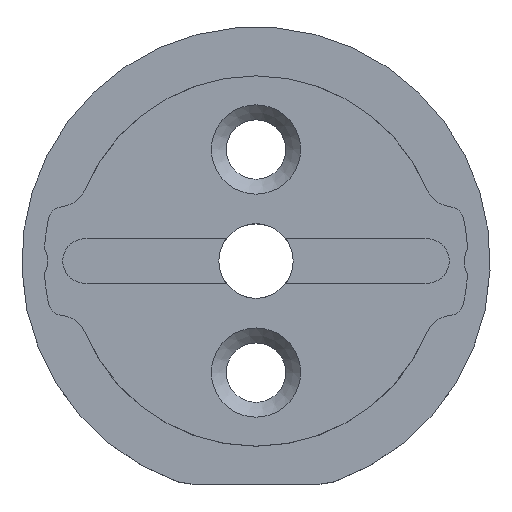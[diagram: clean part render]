
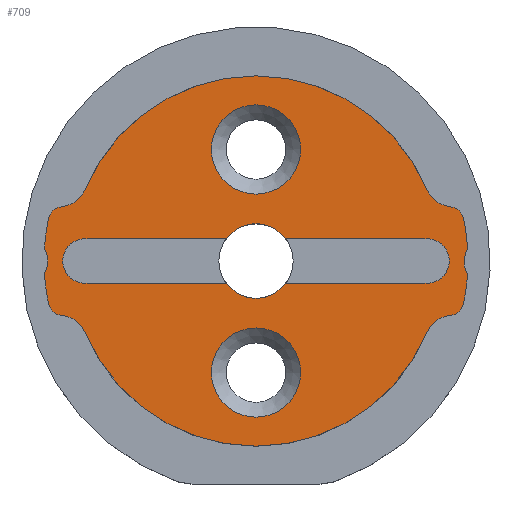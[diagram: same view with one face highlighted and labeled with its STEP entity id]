
A CAD part, top view. The second image highlights one B-rep face of the part: STEP entity #709.
In plain terms, the highlighted planar face has unit normal (0, 0, 1).
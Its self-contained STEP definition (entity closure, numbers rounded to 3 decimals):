
#19=FACE_BOUND('',#114,.T.);
#20=FACE_BOUND('',#115,.T.);
#21=FACE_BOUND('',#116,.T.);
#25=PLANE('',#775);
#68=FACE_OUTER_BOUND('',#113,.T.);
#113=EDGE_LOOP('',(#514,#515,#516,#517,#518,#519,#520,#521,#522,#523,#524,
#525,#526,#527,#528,#529));
#114=EDGE_LOOP('',(#530));
#115=EDGE_LOOP('',(#531));
#116=EDGE_LOOP('',(#532,#533,#534,#535,#536,#537,#538,#539));
#158=LINE('',#1181,#208);
#159=LINE('',#1185,#209);
#160=LINE('',#1189,#210);
#161=LINE('',#1192,#211);
#208=VECTOR('',#938,10.);
#209=VECTOR('',#941,10.);
#210=VECTOR('',#944,10.);
#211=VECTOR('',#947,10.);
#251=CIRCLE('',#758,3.);
#262=CIRCLE('',#776,1.);
#263=CIRCLE('',#777,14.25);
#264=CIRCLE('',#778,1.75);
#265=CIRCLE('',#779,14.25);
#266=CIRCLE('',#780,1.);
#267=CIRCLE('',#781,2.);
#268=CIRCLE('',#782,12.45);
#269=CIRCLE('',#783,2.);
#270=CIRCLE('',#784,1.);
#271=CIRCLE('',#785,14.25);
#272=CIRCLE('',#786,1.75);
#273=CIRCLE('',#787,14.25);
#274=CIRCLE('',#788,1.);
#275=CIRCLE('',#789,2.);
#276=CIRCLE('',#790,12.45);
#277=CIRCLE('',#791,2.);
#278=CIRCLE('',#792,3.);
#279=CIRCLE('',#793,1.5);
#280=CIRCLE('',#794,2.5);
#281=CIRCLE('',#795,1.5);
#282=CIRCLE('',#796,2.5);
#308=VERTEX_POINT('',#1105);
#321=VERTEX_POINT('',#1143);
#322=VERTEX_POINT('',#1144);
#323=VERTEX_POINT('',#1146);
#324=VERTEX_POINT('',#1148);
#325=VERTEX_POINT('',#1150);
#326=VERTEX_POINT('',#1152);
#327=VERTEX_POINT('',#1154);
#328=VERTEX_POINT('',#1156);
#329=VERTEX_POINT('',#1158);
#330=VERTEX_POINT('',#1160);
#331=VERTEX_POINT('',#1162);
#332=VERTEX_POINT('',#1164);
#333=VERTEX_POINT('',#1166);
#334=VERTEX_POINT('',#1168);
#335=VERTEX_POINT('',#1170);
#336=VERTEX_POINT('',#1172);
#337=VERTEX_POINT('',#1175);
#338=VERTEX_POINT('',#1177);
#339=VERTEX_POINT('',#1178);
#340=VERTEX_POINT('',#1180);
#341=VERTEX_POINT('',#1182);
#342=VERTEX_POINT('',#1184);
#343=VERTEX_POINT('',#1186);
#344=VERTEX_POINT('',#1188);
#345=VERTEX_POINT('',#1190);
#378=EDGE_CURVE('',#308,#308,#251,.T.);
#396=EDGE_CURVE('',#321,#322,#262,.T.);
#397=EDGE_CURVE('',#321,#323,#263,.T.);
#398=EDGE_CURVE('',#323,#324,#264,.T.);
#399=EDGE_CURVE('',#324,#325,#265,.T.);
#400=EDGE_CURVE('',#326,#325,#266,.T.);
#401=EDGE_CURVE('',#326,#327,#267,.F.);
#402=EDGE_CURVE('',#327,#328,#268,.T.);
#403=EDGE_CURVE('',#329,#328,#269,.T.);
#404=EDGE_CURVE('',#330,#329,#270,.T.);
#405=EDGE_CURVE('',#330,#331,#271,.T.);
#406=EDGE_CURVE('',#331,#332,#272,.T.);
#407=EDGE_CURVE('',#332,#333,#273,.T.);
#408=EDGE_CURVE('',#334,#333,#274,.T.);
#409=EDGE_CURVE('',#334,#335,#275,.F.);
#410=EDGE_CURVE('',#335,#336,#276,.T.);
#411=EDGE_CURVE('',#322,#336,#277,.T.);
#412=EDGE_CURVE('',#337,#337,#278,.T.);
#413=EDGE_CURVE('',#338,#339,#279,.T.);
#414=EDGE_CURVE('',#339,#340,#158,.T.);
#415=EDGE_CURVE('',#340,#341,#280,.T.);
#416=EDGE_CURVE('',#341,#342,#159,.T.);
#417=EDGE_CURVE('',#342,#343,#281,.T.);
#418=EDGE_CURVE('',#343,#344,#160,.T.);
#419=EDGE_CURVE('',#344,#345,#282,.T.);
#420=EDGE_CURVE('',#345,#338,#161,.T.);
#514=ORIENTED_EDGE('',*,*,#396,.F.);
#515=ORIENTED_EDGE('',*,*,#397,.T.);
#516=ORIENTED_EDGE('',*,*,#398,.T.);
#517=ORIENTED_EDGE('',*,*,#399,.T.);
#518=ORIENTED_EDGE('',*,*,#400,.F.);
#519=ORIENTED_EDGE('',*,*,#401,.T.);
#520=ORIENTED_EDGE('',*,*,#402,.T.);
#521=ORIENTED_EDGE('',*,*,#403,.F.);
#522=ORIENTED_EDGE('',*,*,#404,.F.);
#523=ORIENTED_EDGE('',*,*,#405,.T.);
#524=ORIENTED_EDGE('',*,*,#406,.T.);
#525=ORIENTED_EDGE('',*,*,#407,.T.);
#526=ORIENTED_EDGE('',*,*,#408,.F.);
#527=ORIENTED_EDGE('',*,*,#409,.T.);
#528=ORIENTED_EDGE('',*,*,#410,.T.);
#529=ORIENTED_EDGE('',*,*,#411,.F.);
#530=ORIENTED_EDGE('',*,*,#412,.F.);
#531=ORIENTED_EDGE('',*,*,#378,.T.);
#532=ORIENTED_EDGE('',*,*,#413,.T.);
#533=ORIENTED_EDGE('',*,*,#414,.T.);
#534=ORIENTED_EDGE('',*,*,#415,.T.);
#535=ORIENTED_EDGE('',*,*,#416,.T.);
#536=ORIENTED_EDGE('',*,*,#417,.T.);
#537=ORIENTED_EDGE('',*,*,#418,.T.);
#538=ORIENTED_EDGE('',*,*,#419,.T.);
#539=ORIENTED_EDGE('',*,*,#420,.T.);
#709=ADVANCED_FACE('',(#68,#19,#20,#21),#25,.T.);
#758=AXIS2_PLACEMENT_3D('',#1106,#859,#860);
#775=AXIS2_PLACEMENT_3D('',#1142,#900,#901);
#776=AXIS2_PLACEMENT_3D('',#1145,#902,#903);
#777=AXIS2_PLACEMENT_3D('',#1147,#904,#905);
#778=AXIS2_PLACEMENT_3D('',#1149,#906,#907);
#779=AXIS2_PLACEMENT_3D('',#1151,#908,#909);
#780=AXIS2_PLACEMENT_3D('',#1153,#910,#911);
#781=AXIS2_PLACEMENT_3D('',#1155,#912,#913);
#782=AXIS2_PLACEMENT_3D('',#1157,#914,#915);
#783=AXIS2_PLACEMENT_3D('',#1159,#916,#917);
#784=AXIS2_PLACEMENT_3D('',#1161,#918,#919);
#785=AXIS2_PLACEMENT_3D('',#1163,#920,#921);
#786=AXIS2_PLACEMENT_3D('',#1165,#922,#923);
#787=AXIS2_PLACEMENT_3D('',#1167,#924,#925);
#788=AXIS2_PLACEMENT_3D('',#1169,#926,#927);
#789=AXIS2_PLACEMENT_3D('',#1171,#928,#929);
#790=AXIS2_PLACEMENT_3D('',#1173,#930,#931);
#791=AXIS2_PLACEMENT_3D('',#1174,#932,#933);
#792=AXIS2_PLACEMENT_3D('',#1176,#934,#935);
#793=AXIS2_PLACEMENT_3D('',#1179,#936,#937);
#794=AXIS2_PLACEMENT_3D('',#1183,#939,#940);
#795=AXIS2_PLACEMENT_3D('',#1187,#942,#943);
#796=AXIS2_PLACEMENT_3D('',#1191,#945,#946);
#859=DIRECTION('center_axis',(0.,0.,-1.));
#860=DIRECTION('ref_axis',(1.,0.,0.));
#900=DIRECTION('center_axis',(0.,0.,1.));
#901=DIRECTION('ref_axis',(1.,0.,0.));
#902=DIRECTION('center_axis',(0.,0.,-1.));
#903=DIRECTION('ref_axis',(0.673,-0.739,0.));
#904=DIRECTION('center_axis',(0.,0.,1.));
#905=DIRECTION('ref_axis',(0.966,-0.259,0.));
#906=DIRECTION('center_axis',(0.,0.,-1.));
#907=DIRECTION('ref_axis',(1.,0.,0.));
#908=DIRECTION('center_axis',(0.,0.,1.));
#909=DIRECTION('ref_axis',(0.966,-0.259,0.));
#910=DIRECTION('center_axis',(0.,0.,-1.));
#911=DIRECTION('ref_axis',(0.673,0.739,0.));
#912=DIRECTION('center_axis',(0.,0.,1.));
#913=DIRECTION('ref_axis',(-0.921,-0.39,0.));
#914=DIRECTION('center_axis',(0.,0.,1.));
#915=DIRECTION('ref_axis',(1.,0.,0.));
#916=DIRECTION('center_axis',(0.,0.,1.));
#917=DIRECTION('ref_axis',(0.921,-0.39,0.));
#918=DIRECTION('center_axis',(0.,0.,-1.));
#919=DIRECTION('ref_axis',(-0.673,0.739,0.));
#920=DIRECTION('center_axis',(0.,0.,1.));
#921=DIRECTION('ref_axis',(-0.966,0.259,0.));
#922=DIRECTION('center_axis',(0.,0.,-1.));
#923=DIRECTION('ref_axis',(1.,0.,0.));
#924=DIRECTION('center_axis',(0.,0.,1.));
#925=DIRECTION('ref_axis',(-0.966,0.259,0.));
#926=DIRECTION('center_axis',(0.,0.,-1.));
#927=DIRECTION('ref_axis',(-0.673,-0.739,0.));
#928=DIRECTION('center_axis',(0.,0.,1.));
#929=DIRECTION('ref_axis',(0.921,0.39,0.));
#930=DIRECTION('center_axis',(0.,0.,1.));
#931=DIRECTION('ref_axis',(1.,0.,0.));
#932=DIRECTION('center_axis',(0.,0.,1.));
#933=DIRECTION('ref_axis',(-0.921,0.39,0.));
#934=DIRECTION('center_axis',(0.,0.,1.));
#935=DIRECTION('ref_axis',(1.,0.,0.));
#936=DIRECTION('center_axis',(0.,0.,-1.));
#937=DIRECTION('ref_axis',(0.,1.,0.));
#938=DIRECTION('',(1.,0.,0.));
#939=DIRECTION('center_axis',(0.,0.,-1.));
#940=DIRECTION('ref_axis',(1.,0.,0.));
#941=DIRECTION('',(1.,0.,0.));
#942=DIRECTION('center_axis',(0.,0.,-1.));
#943=DIRECTION('ref_axis',(0.,-1.,0.));
#944=DIRECTION('',(-1.,0.,0.));
#945=DIRECTION('center_axis',(0.,0.,-1.));
#946=DIRECTION('ref_axis',(1.,0.,0.));
#947=DIRECTION('',(-1.,0.,0.));
#1105=CARTESIAN_POINT('',(-3.,7.5,7.5));
#1106=CARTESIAN_POINT('Origin',(0.,7.5,7.5));
#1142=CARTESIAN_POINT('Origin',(0.,0.,7.5));
#1143=CARTESIAN_POINT('',(13.962,-2.853,7.5));
#1144=CARTESIAN_POINT('',(13.09,-3.647,7.5));
#1145=CARTESIAN_POINT('Origin',(12.982,-2.652,7.5));
#1146=CARTESIAN_POINT('',(14.222,-0.897,7.5));
#1147=CARTESIAN_POINT('Origin',(0.,0.,7.5));
#1148=CARTESIAN_POINT('',(14.227,0.817,7.5));
#1149=CARTESIAN_POINT('Origin',(15.75,-0.045,7.5));
#1150=CARTESIAN_POINT('',(13.962,2.853,7.5));
#1151=CARTESIAN_POINT('Origin',(0.,0.,7.5));
#1152=CARTESIAN_POINT('',(13.09,3.647,7.5));
#1153=CARTESIAN_POINT('Origin',(12.982,2.652,7.5));
#1154=CARTESIAN_POINT('',(11.464,4.855,7.5));
#1155=CARTESIAN_POINT('Origin',(13.306,5.635,7.5));
#1156=CARTESIAN_POINT('',(-11.464,4.855,7.5));
#1157=CARTESIAN_POINT('Origin',(0.,0.,7.5));
#1158=CARTESIAN_POINT('',(-13.09,3.647,7.5));
#1159=CARTESIAN_POINT('Origin',(-13.306,5.635,7.5));
#1160=CARTESIAN_POINT('',(-13.962,2.853,7.5));
#1161=CARTESIAN_POINT('Origin',(-12.982,2.652,7.5));
#1162=CARTESIAN_POINT('',(-14.224,0.857,7.5));
#1163=CARTESIAN_POINT('Origin',(0.,0.,7.5));
#1164=CARTESIAN_POINT('',(-14.224,-0.857,7.5));
#1165=CARTESIAN_POINT('Origin',(-15.75,0.,7.5));
#1166=CARTESIAN_POINT('',(-13.962,-2.853,7.5));
#1167=CARTESIAN_POINT('Origin',(0.,0.,7.5));
#1168=CARTESIAN_POINT('',(-13.09,-3.647,7.5));
#1169=CARTESIAN_POINT('Origin',(-12.982,-2.652,7.5));
#1170=CARTESIAN_POINT('',(-11.464,-4.855,7.5));
#1171=CARTESIAN_POINT('Origin',(-13.306,-5.635,7.5));
#1172=CARTESIAN_POINT('',(11.464,-4.855,7.5));
#1173=CARTESIAN_POINT('Origin',(0.,0.,7.5));
#1174=CARTESIAN_POINT('Origin',(13.306,-5.635,7.5));
#1175=CARTESIAN_POINT('',(-3.,-7.5,7.5));
#1176=CARTESIAN_POINT('Origin',(0.,-7.5,7.5));
#1177=CARTESIAN_POINT('',(-11.5,-1.5,7.5));
#1178=CARTESIAN_POINT('',(-11.5,1.5,7.5));
#1179=CARTESIAN_POINT('Origin',(-11.5,0.,7.5));
#1180=CARTESIAN_POINT('',(-2.,1.5,7.5));
#1181=CARTESIAN_POINT('',(-5.75,1.5,7.5));
#1182=CARTESIAN_POINT('',(2.,1.5,7.5));
#1183=CARTESIAN_POINT('Origin',(0.,0.,7.5));
#1184=CARTESIAN_POINT('',(11.5,1.5,7.5));
#1185=CARTESIAN_POINT('',(1.,1.5,7.5));
#1186=CARTESIAN_POINT('',(11.5,-1.5,7.5));
#1187=CARTESIAN_POINT('Origin',(11.5,0.,7.5));
#1188=CARTESIAN_POINT('',(2.,-1.5,7.5));
#1189=CARTESIAN_POINT('',(5.75,-1.5,7.5));
#1190=CARTESIAN_POINT('',(-2.,-1.5,7.5));
#1191=CARTESIAN_POINT('Origin',(0.,0.,7.5));
#1192=CARTESIAN_POINT('',(-1.,-1.5,7.5));
